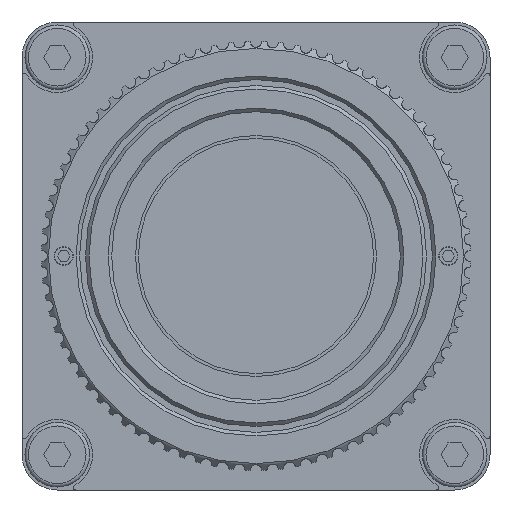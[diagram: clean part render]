
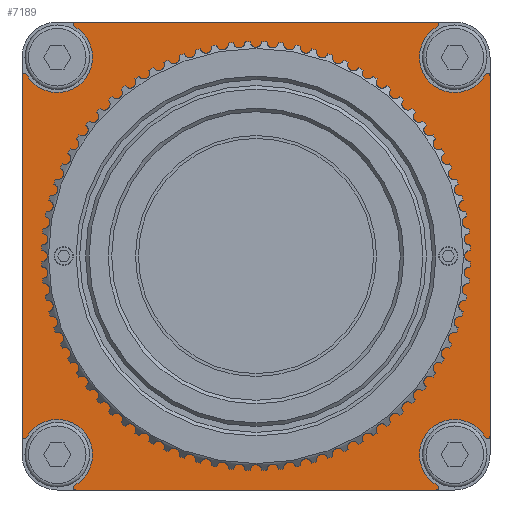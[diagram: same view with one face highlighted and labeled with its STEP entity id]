
A CAD part, left-side view. The second image highlights one B-rep face of the part: STEP entity #7189.
In plain terms, the highlighted planar face has unit normal (-1, 0, 0).
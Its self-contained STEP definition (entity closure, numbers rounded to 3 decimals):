
#7189 = ADVANCED_FACE( '', ( #15079, #15080 ), #15081, .F. );
#15079 = FACE_BOUND( '', #23603, .T. );
#15080 = FACE_OUTER_BOUND( '', #23604, .T. );
#15081 = PLANE( '', #23605 );
#23603 = EDGE_LOOP( '', ( #46518 ) );
#23604 = EDGE_LOOP( '', ( #46519, #46520, #46521, #46522, #46523, #46524, #46525, #46526, #46527, #46528, #46529, #46530, #46531, #46532, #46533, #46534 ) );
#23605 = AXIS2_PLACEMENT_3D( '', #46535, #46536, #46537 );
#46518 = ORIENTED_EDGE( '', *, *, #58828, .T. );
#46519 = ORIENTED_EDGE( '', *, *, #57127, .F. );
#46520 = ORIENTED_EDGE( '', *, *, #55236, .F. );
#46521 = ORIENTED_EDGE( '', *, *, #60192, .T. );
#46522 = ORIENTED_EDGE( '', *, *, #59732, .F. );
#46523 = ORIENTED_EDGE( '', *, *, #58199, .F. );
#46524 = ORIENTED_EDGE( '', *, *, #54329, .F. );
#46525 = ORIENTED_EDGE( '', *, *, #54051, .T. );
#46526 = ORIENTED_EDGE( '', *, *, #56108, .F. );
#46527 = ORIENTED_EDGE( '', *, *, #56719, .F. );
#46528 = ORIENTED_EDGE( '', *, *, #58072, .F. );
#46529 = ORIENTED_EDGE( '', *, *, #60080, .T. );
#46530 = ORIENTED_EDGE( '', *, *, #55981, .F. );
#46531 = ORIENTED_EDGE( '', *, *, #56031, .F. );
#46532 = ORIENTED_EDGE( '', *, *, #59317, .F. );
#46533 = ORIENTED_EDGE( '', *, *, #58069, .T. );
#46534 = ORIENTED_EDGE( '', *, *, #54227, .F. );
#46535 = CARTESIAN_POINT( '', ( 8.4, -16.9, 16.9 ) );
#46536 = DIRECTION( '', ( 1., 0., 0. ) );
#46537 = DIRECTION( '', ( 0., 0., -1. ) );
#54051 = EDGE_CURVE( '', #66646, #66647, #66648, .T. );
#54227 = EDGE_CURVE( '', #66938, #66939, #66940, .T. );
#54329 = EDGE_CURVE( '', #66646, #67101, #67102, .T. );
#55236 = EDGE_CURVE( '', #68535, #68536, #68537, .T. );
#55981 = EDGE_CURVE( '', #69676, #69677, #69678, .T. );
#56031 = EDGE_CURVE( '', #69753, #69676, #69755, .T. );
#56108 = EDGE_CURVE( '', #69870, #66647, #69871, .T. );
#56719 = EDGE_CURVE( '', #70825, #69870, #70827, .T. );
#57127 = EDGE_CURVE( '', #68536, #66938, #71388, .T. );
#58069 = EDGE_CURVE( '', #72655, #66939, #72656, .T. );
#58072 = EDGE_CURVE( '', #72659, #70825, #72660, .T. );
#58199 = EDGE_CURVE( '', #67101, #72836, #72837, .T. );
#58828 = EDGE_CURVE( '', #73674, #73674, #73675, .T. );
#59317 = EDGE_CURVE( '', #72655, #69753, #74236, .T. );
#59732 = EDGE_CURVE( '', #72836, #74705, #74706, .T. );
#60080 = EDGE_CURVE( '', #72659, #69677, #75085, .T. );
#60192 = EDGE_CURVE( '', #68535, #74705, #75204, .T. );
#66646 = VERTEX_POINT( '', #84856 );
#66647 = VERTEX_POINT( '', #84857 );
#66648 = CIRCLE( '', #84858, 3. );
#66938 = VERTEX_POINT( '', #85283 );
#66939 = VERTEX_POINT( '', #85284 );
#66940 = CIRCLE( '', #85285, 0.2 );
#67101 = VERTEX_POINT( '', #85515 );
#67102 = CIRCLE( '', #85516, 0.2 );
#68535 = VERTEX_POINT( '', #87743 );
#68536 = VERTEX_POINT( '', #87744 );
#68537 = CIRCLE( '', #87745, 0.2 );
#69676 = VERTEX_POINT( '', #89462 );
#69677 = VERTEX_POINT( '', #89463 );
#69678 = CIRCLE( '', #89464, 0.2 );
#69753 = VERTEX_POINT( '', #89559 );
#69755 = LINE( '', #89562, #89563 );
#69870 = VERTEX_POINT( '', #89813 );
#69871 = CIRCLE( '', #89814, 0.2 );
#70825 = VERTEX_POINT( '', #91317 );
#70827 = LINE( '', #91320, #91321 );
#71388 = LINE( '', #92349, #92350 );
#72655 = VERTEX_POINT( '', #94857 );
#72656 = CIRCLE( '', #94858, 3. );
#72659 = VERTEX_POINT( '', #94862 );
#72660 = CIRCLE( '', #94863, 0.2 );
#72836 = VERTEX_POINT( '', #95131 );
#72837 = LINE( '', #95132, #95133 );
#73674 = VERTEX_POINT( '', #96837 );
#73675 = CIRCLE( '', #96838, 17.75 );
#74236 = CIRCLE( '', #97684, 0.2 );
#74705 = VERTEX_POINT( '', #98371 );
#74706 = CIRCLE( '', #98372, 0.2 );
#75085 = CIRCLE( '', #98911, 3. );
#75204 = CIRCLE( '', #99071, 3. );
#84856 = CARTESIAN_POINT( '', ( 8.4, 19.525, -15.448 ) );
#84857 = CARTESIAN_POINT( '', ( 8.4, 15.448, -19.525 ) );
#84858 = AXIS2_PLACEMENT_3D( '', #103038, #103039, #103040 );
#85283 = CARTESIAN_POINT( '', ( 8.4, -15.351, 19.9 ) );
#85284 = CARTESIAN_POINT( '', ( 8.4, -15.448, 19.525 ) );
#85285 = AXIS2_PLACEMENT_3D( '', #103245, #103246, #103247 );
#85515 = CARTESIAN_POINT( '', ( 8.4, 19.9, -15.351 ) );
#85516 = AXIS2_PLACEMENT_3D( '', #103338, #103339, #103340 );
#87743 = CARTESIAN_POINT( '', ( 8.4, 15.448, 19.525 ) );
#87744 = CARTESIAN_POINT( '', ( 8.4, 15.351, 19.9 ) );
#87745 = AXIS2_PLACEMENT_3D( '', #104141, #104142, #104143 );
#89462 = CARTESIAN_POINT( '', ( 8.4, -19.9, -15.351 ) );
#89463 = CARTESIAN_POINT( '', ( 8.4, -19.525, -15.448 ) );
#89464 = AXIS2_PLACEMENT_3D( '', #104854, #104855, #104856 );
#89559 = CARTESIAN_POINT( '', ( 8.4, -19.9, 15.351 ) );
#89562 = CARTESIAN_POINT( '', ( 8.4, -19.9, 16.9 ) );
#89563 = VECTOR( '', #104932, 1000. );
#89813 = CARTESIAN_POINT( '', ( 8.4, 15.351, -19.9 ) );
#89814 = AXIS2_PLACEMENT_3D( '', #104990, #104991, #104992 );
#91317 = CARTESIAN_POINT( '', ( 8.4, -15.351, -19.9 ) );
#91320 = CARTESIAN_POINT( '', ( 8.4, -16.9, -19.9 ) );
#91321 = VECTOR( '', #105594, 1000. );
#92349 = CARTESIAN_POINT( '', ( 8.4, 16.9, 19.9 ) );
#92350 = VECTOR( '', #105933, 1000. );
#94857 = CARTESIAN_POINT( '', ( 8.4, -19.525, 15.448 ) );
#94858 = AXIS2_PLACEMENT_3D( '', #106784, #106785, #106786 );
#94862 = CARTESIAN_POINT( '', ( 8.4, -15.448, -19.525 ) );
#94863 = AXIS2_PLACEMENT_3D( '', #106788, #106789, #106790 );
#95131 = CARTESIAN_POINT( '', ( 8.4, 19.9, 15.351 ) );
#95132 = CARTESIAN_POINT( '', ( 8.4, 19.9, -16.9 ) );
#95133 = VECTOR( '', #106904, 1000. );
#96837 = CARTESIAN_POINT( '', ( 8.4, 0., -17.75 ) );
#96838 = AXIS2_PLACEMENT_3D( '', #107505, #107506, #107507 );
#97684 = AXIS2_PLACEMENT_3D( '', #107816, #107817, #107818 );
#98371 = CARTESIAN_POINT( '', ( 8.4, 19.525, 15.448 ) );
#98372 = AXIS2_PLACEMENT_3D( '', #108070, #108071, #108072 );
#98911 = AXIS2_PLACEMENT_3D( '', #108275, #108276, #108277 );
#99071 = AXIS2_PLACEMENT_3D( '', #108328, #108329, #108330 );
#103038 = CARTESIAN_POINT( '', ( 8.4, 16.9, -16.9 ) );
#103039 = DIRECTION( '', ( 1., 0., 0. ) );
#103040 = DIRECTION( '', ( 0., 0., -1. ) );
#103245 = CARTESIAN_POINT( '', ( 8.4, -15.351, 19.7 ) );
#103246 = DIRECTION( '', ( 1., 0., 0. ) );
#103247 = DIRECTION( '', ( 0., 0., -1. ) );
#103338 = CARTESIAN_POINT( '', ( 8.4, 19.7, -15.351 ) );
#103339 = DIRECTION( '', ( 1., 0., 0. ) );
#103340 = DIRECTION( '', ( 0., 0., -1. ) );
#104141 = CARTESIAN_POINT( '', ( 8.4, 15.351, 19.7 ) );
#104142 = DIRECTION( '', ( 1., 0., 0. ) );
#104143 = DIRECTION( '', ( 0., 0., -1. ) );
#104854 = CARTESIAN_POINT( '', ( 8.4, -19.7, -15.351 ) );
#104855 = DIRECTION( '', ( 1., 0., 0. ) );
#104856 = DIRECTION( '', ( 0., 0., -1. ) );
#104932 = DIRECTION( '', ( 0., 0., -1. ) );
#104990 = CARTESIAN_POINT( '', ( 8.4, 15.351, -19.7 ) );
#104991 = DIRECTION( '', ( 1., 0., 0. ) );
#104992 = DIRECTION( '', ( 0., 0., -1. ) );
#105594 = DIRECTION( '', ( 0., 1., 0. ) );
#105933 = DIRECTION( '', ( 0., -1., 0. ) );
#106784 = CARTESIAN_POINT( '', ( 8.4, -16.9, 16.9 ) );
#106785 = DIRECTION( '', ( 1., 0., 0. ) );
#106786 = DIRECTION( '', ( 0., 0., -1. ) );
#106788 = CARTESIAN_POINT( '', ( 8.4, -15.351, -19.7 ) );
#106789 = DIRECTION( '', ( 1., 0., 0. ) );
#106790 = DIRECTION( '', ( 0., 0., -1. ) );
#106904 = DIRECTION( '', ( 0., 0., 1. ) );
#107505 = CARTESIAN_POINT( '', ( 8.4, 0., 0. ) );
#107506 = DIRECTION( '', ( 1., 0., 0. ) );
#107507 = DIRECTION( '', ( 0., 0., -1. ) );
#107816 = CARTESIAN_POINT( '', ( 8.4, -19.7, 15.351 ) );
#107817 = DIRECTION( '', ( 1., 0., 0. ) );
#107818 = DIRECTION( '', ( 0., 0., -1. ) );
#108070 = CARTESIAN_POINT( '', ( 8.4, 19.7, 15.351 ) );
#108071 = DIRECTION( '', ( 1., 0., 0. ) );
#108072 = DIRECTION( '', ( 0., 0., -1. ) );
#108275 = CARTESIAN_POINT( '', ( 8.4, -16.9, -16.9 ) );
#108276 = DIRECTION( '', ( 1., 0., 0. ) );
#108277 = DIRECTION( '', ( 0., 0., -1. ) );
#108328 = CARTESIAN_POINT( '', ( 8.4, 16.9, 16.9 ) );
#108329 = DIRECTION( '', ( 1., 0., 0. ) );
#108330 = DIRECTION( '', ( 0., 0., -1. ) );
